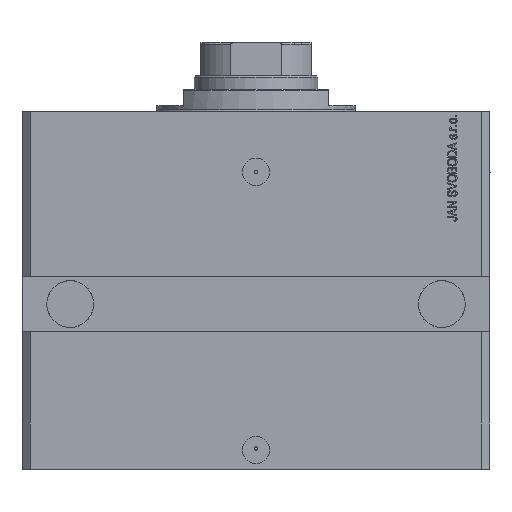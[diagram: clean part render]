
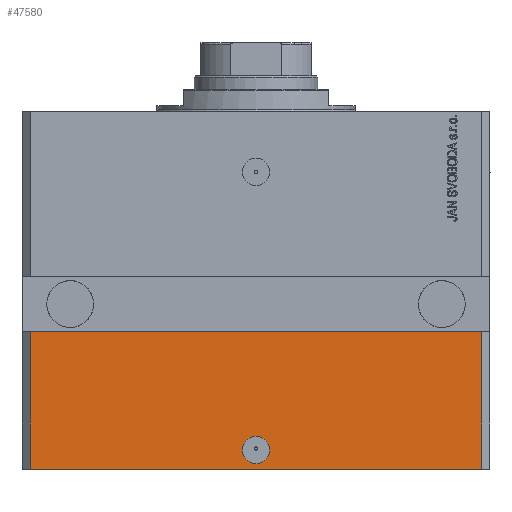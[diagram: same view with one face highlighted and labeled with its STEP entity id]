
A CAD part, front view. The second image highlights one B-rep face of the part: STEP entity #47580.
In plain terms, the highlighted planar face has unit normal (0, -1, 0).
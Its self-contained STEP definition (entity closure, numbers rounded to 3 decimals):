
#710 = DIRECTION ( 'NONE',  ( 1., 0., 0. ) ) ;
#865 = FACE_OUTER_BOUND ( 'NONE', #13120, .T. ) ;
#956 = EDGE_CURVE ( 'NONE', #19710, #36892, #44946, .T. ) ;
#989 = VECTOR ( 'NONE', #2248, 1000. ) ;
#1802 = ORIENTED_EDGE ( 'NONE', *, *, #45409, .T. ) ;
#2232 = CARTESIAN_POINT ( 'NONE',  ( 82., -70., -130. ) ) ;
#2248 = DIRECTION ( 'NONE',  ( 0., 0., 1. ) ) ;
#2510 = AXIS2_PLACEMENT_3D ( 'NONE', #27312, #42407, #38944 ) ;
#3271 = LINE ( 'NONE', #32283, #11798 ) ;
#3883 = EDGE_CURVE ( 'NONE', #16284, #20666, #28038, .T. ) ;
#10161 = EDGE_CURVE ( 'NONE', #42013, #36892, #23201, .T. ) ;
#11047 = CARTESIAN_POINT ( 'NONE',  ( 82., -70., -130. ) ) ;
#11798 = VECTOR ( 'NONE', #18329, 1000. ) ;
#13120 = EDGE_LOOP ( 'NONE', ( #17227, #39033, #1802, #29613 ) ) ;
#13122 = VECTOR ( 'NONE', #710, 1000. ) ;
#13881 = EDGE_LOOP ( 'NONE', ( #27043, #28325 ) ) ;
#15836 = VERTEX_POINT ( 'NONE', #34891 ) ;
#15915 = PLANE ( 'NONE',  #2510 ) ;
#16284 = VERTEX_POINT ( 'NONE', #45655 ) ;
#17227 = ORIENTED_EDGE ( 'NONE', *, *, #10161, .F. ) ;
#17540 = CARTESIAN_POINT ( 'NONE',  ( -82., -70., -130. ) ) ;
#17606 = DIRECTION ( 'NONE',  ( 0., -1., 0. ) ) ;
#18329 = DIRECTION ( 'NONE',  ( 1., 0., 0. ) ) ;
#19710 = VERTEX_POINT ( 'NONE', #2232 ) ;
#19861 = EDGE_CURVE ( 'NONE', #20666, #16284, #41138, .T. ) ;
#20666 = VERTEX_POINT ( 'NONE', #37370 ) ;
#21275 = EDGE_CURVE ( 'NONE', #15836, #42013, #32181, .T. ) ;
#23201 = LINE ( 'NONE', #23690, #13122 ) ;
#23690 = CARTESIAN_POINT ( 'NONE',  ( -85., -70., -80. ) ) ;
#25954 = DIRECTION ( 'NONE',  ( 0., -1., 0. ) ) ;
#26136 = DIRECTION ( 'NONE',  ( 0., 0., 1. ) ) ;
#27043 = ORIENTED_EDGE ( 'NONE', *, *, #19861, .F. ) ;
#27117 = CARTESIAN_POINT ( 'NONE',  ( -82., -70., -80. ) ) ;
#27312 = CARTESIAN_POINT ( 'NONE',  ( -82., -70., -130. ) ) ;
#28038 = CIRCLE ( 'NONE', #41526, 5. ) ;
#28325 = ORIENTED_EDGE ( 'NONE', *, *, #3883, .F. ) ;
#29613 = ORIENTED_EDGE ( 'NONE', *, *, #956, .T. ) ;
#32181 = LINE ( 'NONE', #17540, #989 ) ;
#32283 = CARTESIAN_POINT ( 'NONE',  ( -82., -70., -130. ) ) ;
#32432 = AXIS2_PLACEMENT_3D ( 'NONE', #40321, #25954, #41068 ) ;
#32492 = CARTESIAN_POINT ( 'NONE',  ( 0., -70., -123. ) ) ;
#32735 = DIRECTION ( 'NONE',  ( 1., 0., 0. ) ) ;
#34517 = FACE_BOUND ( 'NONE', #13881, .T. ) ;
#34891 = CARTESIAN_POINT ( 'NONE',  ( -82., -70., -130. ) ) ;
#36230 = CARTESIAN_POINT ( 'NONE',  ( 82., -70., -80. ) ) ;
#36892 = VERTEX_POINT ( 'NONE', #36230 ) ;
#37370 = CARTESIAN_POINT ( 'NONE',  ( 5., -70., -123. ) ) ;
#38944 = DIRECTION ( 'NONE',  ( 0., 0., -1. ) ) ;
#39033 = ORIENTED_EDGE ( 'NONE', *, *, #21275, .F. ) ;
#40321 = CARTESIAN_POINT ( 'NONE',  ( 0., -70., -123. ) ) ;
#41068 = DIRECTION ( 'NONE',  ( 1., 0., 0. ) ) ;
#41138 = CIRCLE ( 'NONE', #32432, 5. ) ;
#41526 = AXIS2_PLACEMENT_3D ( 'NONE', #32492, #17606, #32735 ) ;
#42013 = VERTEX_POINT ( 'NONE', #27117 ) ;
#42407 = DIRECTION ( 'NONE',  ( 0., -1., 0. ) ) ;
#44946 = LINE ( 'NONE', #11047, #48553 ) ;
#45409 = EDGE_CURVE ( 'NONE', #15836, #19710, #3271, .T. ) ;
#45655 = CARTESIAN_POINT ( 'NONE',  ( -5., -70., -123. ) ) ;
#47580 = ADVANCED_FACE ( 'NONE', ( #34517, #865 ), #15915, .T. ) ;
#48553 = VECTOR ( 'NONE', #26136, 1000. ) ;
